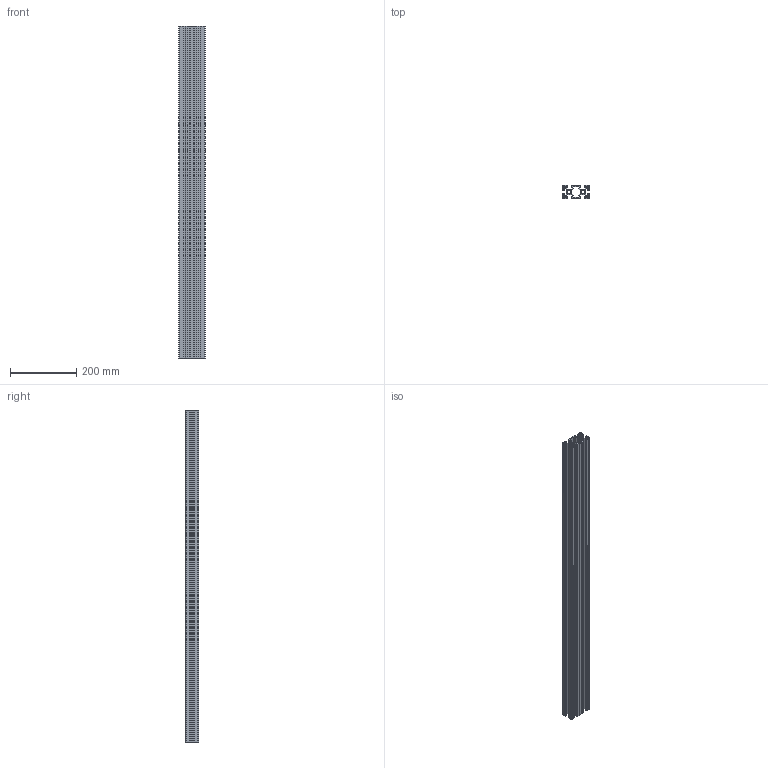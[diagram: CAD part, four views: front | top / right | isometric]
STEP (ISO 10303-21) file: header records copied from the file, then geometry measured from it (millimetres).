
FILE_DESCRIPTION (( 'STEP AP203' ), '1' );
FILE_NAME ('448 Ïðîôèëü êîíñòðóêöèîííûé 40õ80, Ô = 10 ìì.step', '2025-10-31T09:07:59', ( '' ), ( '' ), 'SwSTEP 2.0', 'SolidWorks 2025', '' );
FILE_SCHEMA (( 'CONFIG_CONTROL_DESIGN' ));
Length unit declared in the file: millimetre
Products named in the file (2): 448 Профиль конструкционный 40х80, Ф = 10 мм; 448 Профиль конструкционный 40х80, Ф = 10 мм_00
Assembly tree (1 placements, depth 2):
  448 Профиль конструкционный 40х80, Ф = 10 мм
    448 Профиль конструкционный 40х80, Ф = 10 мм_00
Bounding box: 79.99 x 40 x 1000 mm (x, y, z)
Volume: 964336 mm3; surface area: 814282.6 mm2
Topology: 1 solids, 1 shells, 482 faces, 1440 edges, 960 vertices
Faces by surface type: cylinder 280, plane 202
Entity records: 16648 total; most frequent: DIRECTION 2972, CARTESIAN_POINT 2886, ORIENTED_EDGE 2880, EDGE_CURVE 1440, AXIS2_PLACEMENT_3D 1046, VERTEX_POINT 960, LINE 880, VECTOR 880
